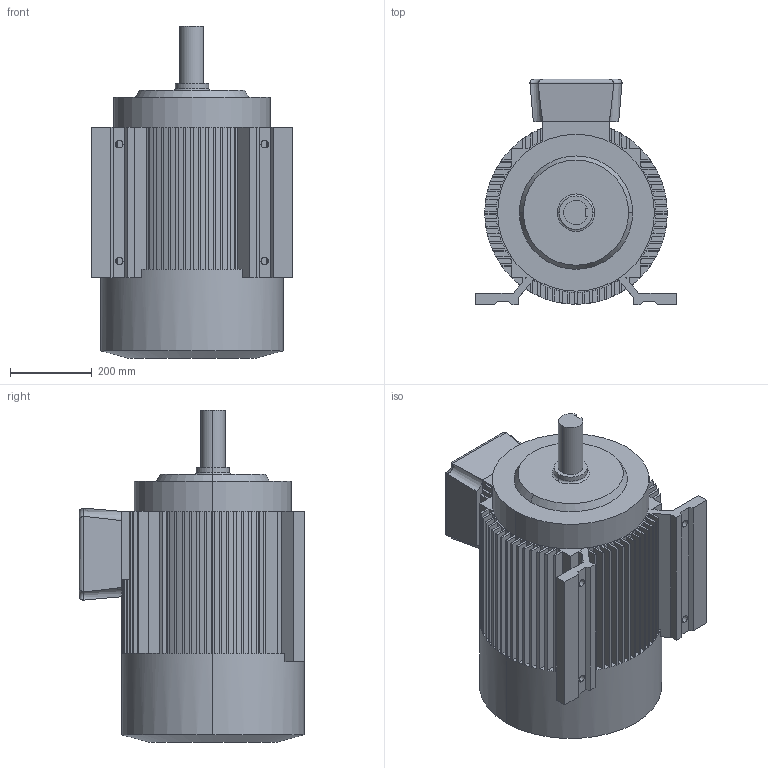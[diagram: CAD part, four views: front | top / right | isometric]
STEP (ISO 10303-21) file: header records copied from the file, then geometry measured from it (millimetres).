
FILE_DESCRIPTION (( 'STEP AP214' ), '1' );
FILE_NAME ('Motor.STEP', '2019-02-12T06:50:22', ( '' ), ( '' ), 'SwSTEP 2.0', 'SolidWorks 2019', '' );
FILE_SCHEMA (( 'AUTOMOTIVE_DESIGN' ));
Length unit declared in the file: millimetre
Products named in the file (1): Motor
Bounding box: 491 x 552 x 812 mm (x, y, z)
Volume: 64204590.9 mm3; surface area: 3246285.6 mm2
Topology: 1 solids, 2 shells, 360 faces, 1015 edges, 665 vertices
Faces by surface type: plane 256, cylinder 80, torus 14, cone 10
Entity records: 12451 total; most frequent: CARTESIAN_POINT 2371, ORIENTED_EDGE 2030, DIRECTION 2024, EDGE_CURVE 1015, VECTOR 676, LINE 676, AXIS2_PLACEMENT_3D 674, VERTEX_POINT 665
